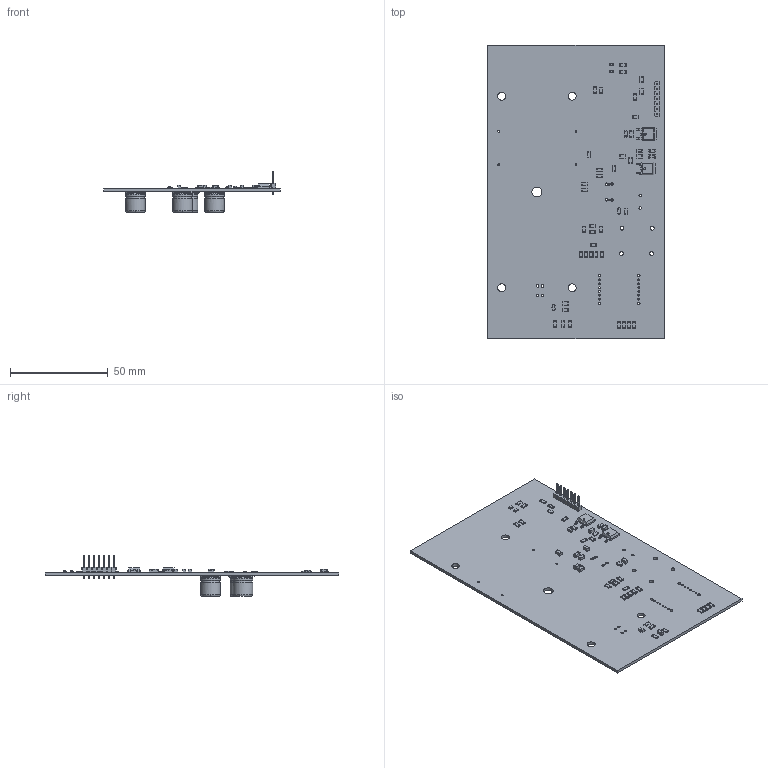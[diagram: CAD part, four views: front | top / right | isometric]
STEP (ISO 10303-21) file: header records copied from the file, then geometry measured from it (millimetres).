
FILE_DESCRIPTION(('KiCad electronic assembly'),'2;1');
FILE_NAME('Amperry_robot.step','2025-10-31T13:01:45',('Pcbnew'),('Kicad' ),'Open CASCADE STEP processor 7.9','KiCad to STEP converter', 'Unknown');
FILE_SCHEMA(('AUTOMOTIVE_DESIGN { 1 0 10303 214 1 1 1 1 }'));
Length unit declared in the file: millimetre
Products named in the file (11): Amperry_robot 1; R_1206_3216Metric; TO-252-2; Amperry_robot 1.4.1; LED_0805_2012Metric; D_SOD-123F; C_1206_3216Metric; PinHeader_1x07_P2.54mm_Vertical; SOT-23-3; CP_Elec_10x10.5; Amperry_robot_PCB
Assembly tree (55 placements, depth 3):
  Amperry_robot 1
    R_1206_3216Metric  x30
    TO-252-2  x2
      Amperry_robot 1.4.1
    LED_0805_2012Metric  x2
    D_SOD-123F  x3
    C_1206_3216Metric  x10
    PinHeader_1x07_P2.54mm_Vertical
    SOT-23-3
    CP_Elec_10x10.5  x4
    Amperry_robot_PCB
Bounding box: 90 x 150 x 20.72 mm (x, y, z)
Volume: 23980.8 mm3; surface area: 31807.7 mm2
Topology: 62 solids, 62 shells, 1866 faces, 4787 edges, 3091 vertices
Faces by surface type: plane 1290, cylinder 502, bspline 54, torus 16, revolution 4
Full cylindrical faces by diameter (mm): 0.66 x1, 0.78 x12, 1 x13, 1.08 x1, 1.25 x4, 1.3 x6, 1.46 x4, 1.97 x4, 4.1 x4, 5.1 x1, 10 x8
Entity records: 20143 total; most frequent: CARTESIAN_POINT 3182, ORIENTED_EDGE 2782, DIRECTION 2743, EDGE_CURVE 1391, LINE 1108, VECTOR 1108, VERTEX_POINT 888, AXIS2_PLACEMENT_3D 817
